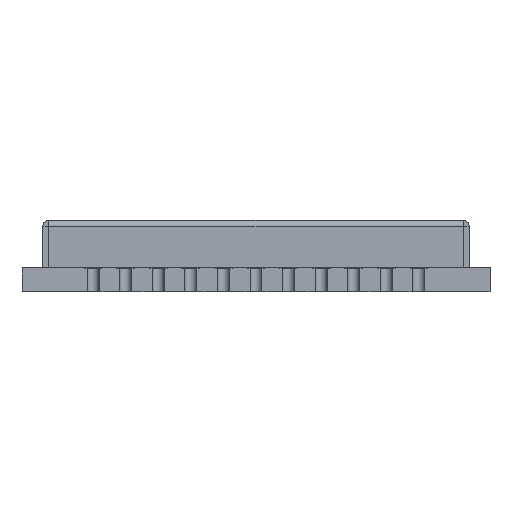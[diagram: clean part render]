
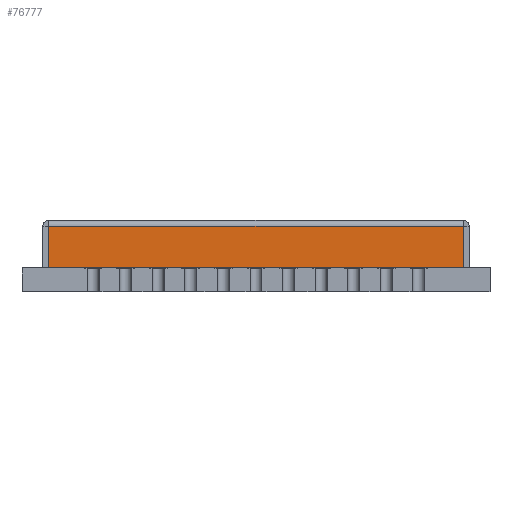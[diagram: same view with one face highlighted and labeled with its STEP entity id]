
A CAD part, front view. The second image highlights one B-rep face of the part: STEP entity #76777.
In plain terms, the highlighted free-form (B-spline) face has degree [1, 1] with [2, 2] control points.
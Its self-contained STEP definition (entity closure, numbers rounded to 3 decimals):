
#76652 = VERTEX_POINT('',#76653);
#76653 = CARTESIAN_POINT('',(0.985,0.766,1.532
    ));
#76659 = EDGE_CURVE('',#76652,#76660,#76662,.T.);
#76660 = VERTEX_POINT('',#76661);
#76661 = CARTESIAN_POINT('',(16.308,0.766,
    1.532));
#76662 = B_SPLINE_CURVE_WITH_KNOTS('',1,(#76663,#76664),.UNSPECIFIED.,
  .F.,.F.,(2,2),(0.,14.),.PIECEWISE_BEZIER_KNOTS.);
#76663 = CARTESIAN_POINT('',(0.985,0.766,1.532
    ));
#76664 = CARTESIAN_POINT('',(16.308,0.766,
    1.532));
#76703 = EDGE_CURVE('',#76704,#76652,#76706,.T.);
#76704 = VERTEX_POINT('',#76705);
#76705 = CARTESIAN_POINT('',(0.985,0.766,0.));
#76706 = B_SPLINE_CURVE_WITH_KNOTS('',1,(#76707,#76708),.UNSPECIFIED.,
  .F.,.F.,(2,2),(0.,1.4),.PIECEWISE_BEZIER_KNOTS.);
#76707 = CARTESIAN_POINT('',(0.985,0.766,0.));
#76708 = CARTESIAN_POINT('',(0.985,0.766,1.532
    ));
#76759 = EDGE_CURVE('',#76704,#76760,#76762,.T.);
#76760 = VERTEX_POINT('',#76761);
#76761 = CARTESIAN_POINT('',(16.308,0.766,0.));
#76762 = B_SPLINE_CURVE_WITH_KNOTS('',1,(#76763,#76764),.UNSPECIFIED.,
  .F.,.F.,(2,2),(0.,14.),.PIECEWISE_BEZIER_KNOTS.);
#76763 = CARTESIAN_POINT('',(0.985,0.766,0.));
#76764 = CARTESIAN_POINT('',(16.308,0.766,0.));
#76777 = ADVANCED_FACE('',(#76778),#76788,.T.);
#76778 = FACE_BOUND('',#76779,.T.);
#76779 = EDGE_LOOP('',(#76780,#76781,#76786,#76787));
#76780 = ORIENTED_EDGE('',*,*,#76759,.T.);
#76781 = ORIENTED_EDGE('',*,*,#76782,.T.);
#76782 = EDGE_CURVE('',#76760,#76660,#76783,.T.);
#76783 = B_SPLINE_CURVE_WITH_KNOTS('',1,(#76784,#76785),.UNSPECIFIED.,
  .F.,.F.,(2,2),(0.,1.4),.PIECEWISE_BEZIER_KNOTS.);
#76784 = CARTESIAN_POINT('',(16.308,0.766,0.));
#76785 = CARTESIAN_POINT('',(16.308,0.766,
    1.532));
#76786 = ORIENTED_EDGE('',*,*,#76659,.F.);
#76787 = ORIENTED_EDGE('',*,*,#76703,.F.);
#76788 = B_SPLINE_SURFACE_WITH_KNOTS('',1,1,(
    (#76789,#76790)
    ,(#76791,#76792
    )),.UNSPECIFIED.,.F.,.F.,.F.,(2,2),(2,2),(-1.4,0.),(0.2,14.2),
  .PIECEWISE_BEZIER_KNOTS.);
#76789 = CARTESIAN_POINT('',(0.985,0.766,1.532
    ));
#76790 = CARTESIAN_POINT('',(16.308,0.766,
    1.532));
#76791 = CARTESIAN_POINT('',(0.985,0.766,0.));
#76792 = CARTESIAN_POINT('',(16.308,0.766,0.));
